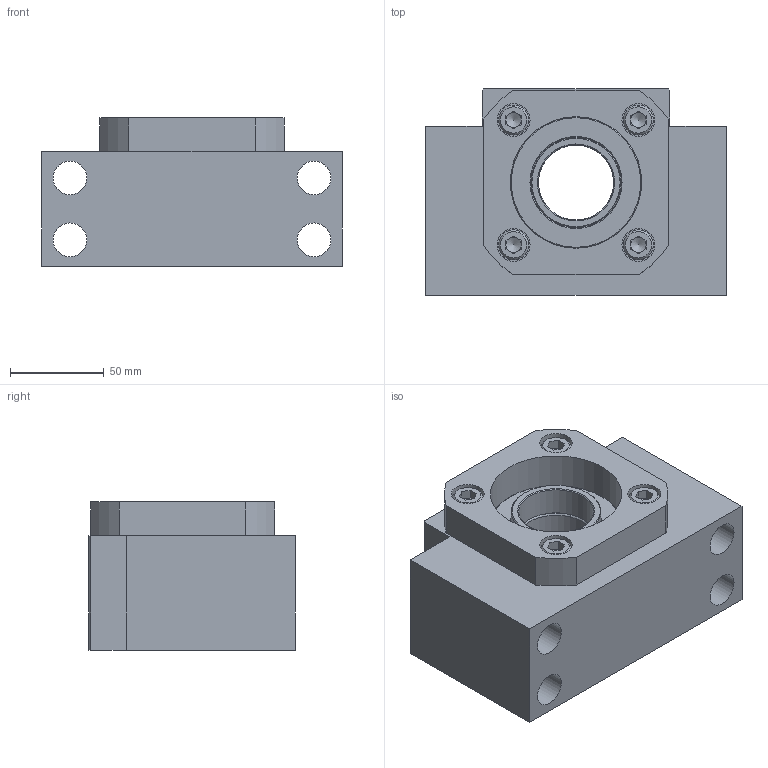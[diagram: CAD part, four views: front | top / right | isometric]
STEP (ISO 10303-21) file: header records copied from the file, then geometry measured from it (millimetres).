
FILE_DESCRIPTION (( 'STEP AP203' ), '1' );
FILE_NAME ('BK 40DS.STEP', '2014-11-16T23:40:33', ( 'john' ), ( '' ), 'SwSTEP 2.0', 'SolidWorks 2013', '' );
FILE_SCHEMA (( 'CONFIG_CONTROL_DESIGN' ));
Length unit declared in the file: millimetre
Products named in the file (7): BK 40DS BLOCK; BK 40DS OILSEAL; 7208A; BK 40DS COVER; BK 40DS COLLAR; BK 40DS; socket head cap screw_am_B18.3.1M - 10 x 1.5 x 16 Hex SHCS -- 16NHX
Assembly tree (12 placements, depth 2):
  BK 40DS
    BK 40DS BLOCK
    7208A  x2
    BK 40DS COLLAR  x2
    BK 40DS OILSEAL  x2
    BK 40DS COVER
    socket head cap screw_am_B18.3.1M - 10 x 1.5 x 16 Hex SHCS -- 16NHX  x4
Bounding box: 160 x 110 x 79 mm (x, y, z)
Volume: 823613.2 mm3; surface area: 189625.2 mm2
Topology: 12 solids, 12 shells, 268 faces, 727 edges, 477 vertices
Faces by surface type: plane 104, bspline 72, cylinder 56, cone 32, torus 4
Full cylindrical faces by diameter (mm): 8.5 x4, 10 x4, 11 x4, 16 x4, 17.5 x4, 18 x4, 26 x4, 40 x4, 48 x4, 48.007 x2, 54 x2, 66 x2, 70 x4, 71.993 x2, 80 x4
Entity records: 7259 total; most frequent: CARTESIAN_POINT 3242, ORIENTED_EDGE 638, DIRECTION 576, EDGE_CURVE 319, AXIS2_PLACEMENT_3D 253, VERTEX_POINT 249, EDGE_LOOP 234, FACE_OUTER_BOUND 160
